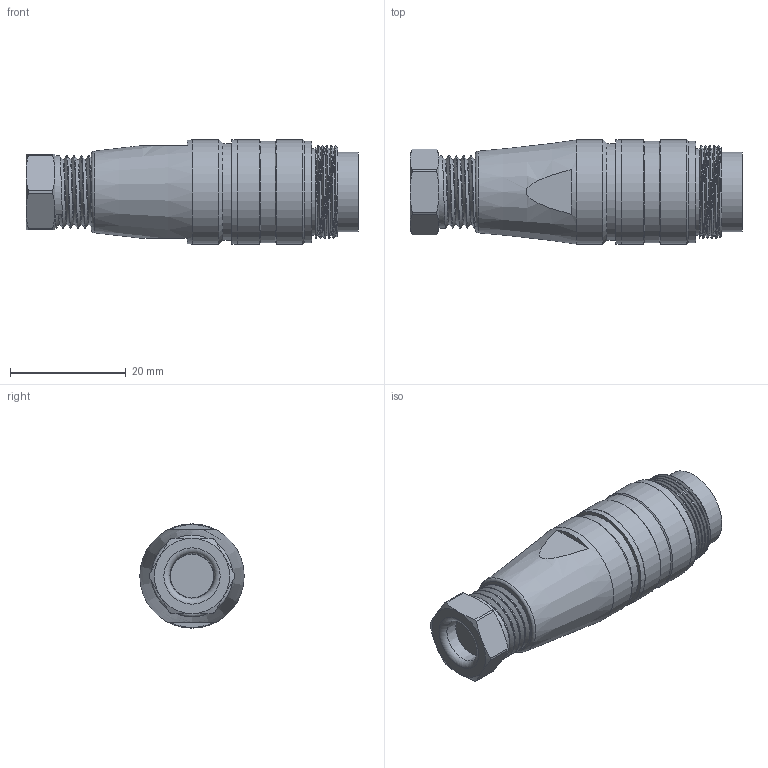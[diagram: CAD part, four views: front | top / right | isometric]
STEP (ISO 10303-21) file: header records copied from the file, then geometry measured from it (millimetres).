
FILE_DESCRIPTION(/* description */ (''),/* implementation_level */ '2;1');
FILE_NAME(/* name */ 'c091 31h006 100 2nxc001-05.stp',/* time_stamp */ '2019-07-08T14:03:58+02:00',/* author */ (''),/* organization */ (''),/* preprocessor_version */ 'ST-DEVELOPER v16.7',/* originating_system */ 'SIEMENS PLM Software NX 12.0',/* authorisation */ '');
FILE_SCHEMA (('AUTOMOTIVE_DESIGN { 1 0 10303 214 3 1 1 1 }'));
Length unit declared in the file: millimetre
Products named in the file (1): c091 31h006 100 2nxc001-05
Bounding box: 57.3 x 18 x 18 mm (x, y, z)
Volume: 10427.5 mm3; surface area: 4178.7 mm2
Topology: 1 solids, 1 shells, 128 faces, 281 edges, 175 vertices
Faces by surface type: cylinder 39, plane 36, cone 19, bspline 18, sphere 12, torus 4
Full cylindrical faces by diameter (mm): 1.475 x6, 1.82 x6, 12.5 x5, 13.8 x1, 15 x1, 16.7 x1, 17.6 x2, 17.96 x1, 18 x3
Entity records: 4534 total; most frequent: CARTESIAN_POINT 1948, DIRECTION 516, ORIENTED_EDGE 374, AXIS2_PLACEMENT_3D 246, EDGE_LOOP 201, EDGE_CURVE 187, FACE_BOUND 147, VERTEX_POINT 142
